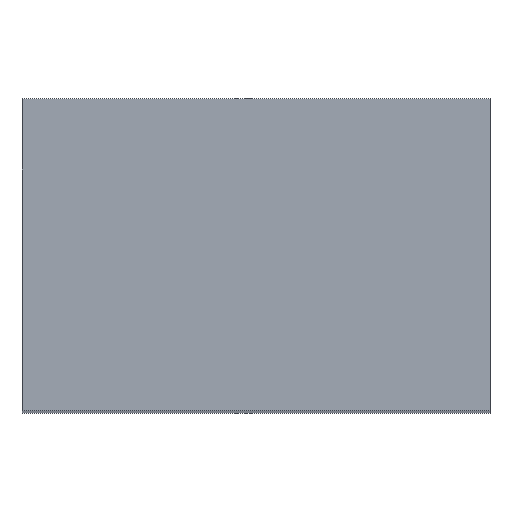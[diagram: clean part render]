
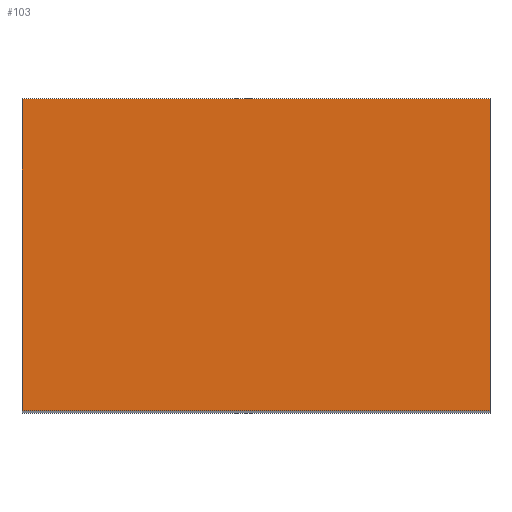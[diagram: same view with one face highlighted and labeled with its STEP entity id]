
A CAD part, top view. The second image highlights one B-rep face of the part: STEP entity #103.
In plain terms, the highlighted planar face has unit normal (0, 0, 1).
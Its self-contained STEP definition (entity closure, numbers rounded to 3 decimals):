
#32=ORIENTED_EDGE('',*,*,#37,.F.);
#33=ORIENTED_EDGE('',*,*,#45,.T.);
#34=ORIENTED_EDGE('',*,*,#43,.F.);
#35=ORIENTED_EDGE('',*,*,#47,.F.);
#37=EDGE_CURVE('',#49,#50,#57,.T.);
#43=EDGE_CURVE('',#55,#52,#63,.T.);
#45=EDGE_CURVE('',#49,#52,#65,.T.);
#47=EDGE_CURVE('',#50,#55,#67,.T.);
#49=VERTEX_POINT('',#145);
#50=VERTEX_POINT('',#147);
#52=VERTEX_POINT('',#153);
#55=VERTEX_POINT('',#158);
#57=LINE('',#146,#69);
#63=LINE('',#159,#75);
#65=LINE('',#162,#77);
#67=LINE('',#166,#79);
#69=VECTOR('',#120,1000.);
#75=VECTOR('',#128,1000.);
#77=VECTOR('',#132,1000.);
#79=VECTOR('',#138,1000.);
#85=EDGE_LOOP('',(#32,#33,#34,#35));
#91=FACE_BOUND('',#85,.T.);
#97=PLANE('',#114);
#103=ADVANCED_FACE('',(#91),#97,.T.);
#114=AXIS2_PLACEMENT_3D('',#167,#139,#140);
#120=DIRECTION('',(-1.,0.,0.));
#128=DIRECTION('',(1.,0.,0.));
#132=DIRECTION('',(0.,1.,0.));
#138=DIRECTION('',(0.,1.,0.));
#139=DIRECTION('',(0.,0.,1.));
#140=DIRECTION('',(1.,0.,0.));
#145=CARTESIAN_POINT('',(29.505,19.842,15.701));
#146=CARTESIAN_POINT('',(29.505,19.842,15.701));
#147=CARTESIAN_POINT('',(26.505,19.842,15.701));
#153=CARTESIAN_POINT('',(29.505,21.842,15.701));
#158=CARTESIAN_POINT('',(26.505,21.842,15.701));
#159=CARTESIAN_POINT('',(29.505,21.842,15.701));
#162=CARTESIAN_POINT('',(29.505,19.842,15.701));
#166=CARTESIAN_POINT('',(26.505,19.842,15.701));
#167=CARTESIAN_POINT('',(26.505,19.842,15.701));
